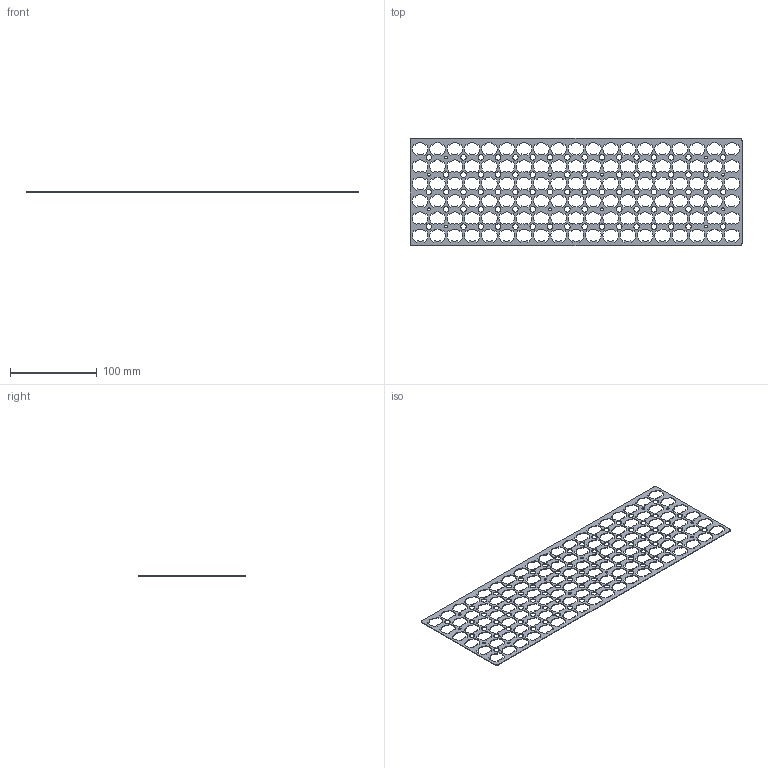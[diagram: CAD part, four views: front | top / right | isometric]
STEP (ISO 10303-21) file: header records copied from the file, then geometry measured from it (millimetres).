
FILE_DESCRIPTION(('KiCad electronic assembly'),'2;1');
FILE_NAME('BMS Module Board.step','2025-11-07T15:07:42',('Pcbnew'),( 'Kicad'),'Open CASCADE STEP processor 7.9','KiCad to STEP converter' ,'Unknown');
FILE_SCHEMA(('AUTOMOTIVE_DESIGN { 1 0 10303 214 1 1 1 1 }'));
Length unit declared in the file: millimetre
Products named in the file (2): BMS Module Board 1; BMS Module Board_PCB
Assembly tree (1 placements, depth 2):
  BMS Module Board 1
    BMS Module Board_PCB
Bounding box: 383.54 x 124.46 x 0.64 mm (x, y, z)
Volume: 13800.9 mm3; surface area: 49123.7 mm2
Topology: 1 solids, 1 shells, 1012 faces, 3030 edges, 2020 vertices
Faces by surface type: cylinder 550, plane 462
Full cylindrical faces by diameter (mm): 3.175 x12, 6.35 x78
Entity records: 35307 total; most frequent: DIRECTION 6158, CARTESIAN_POINT 6064, ORIENTED_EDGE 6060, EDGE_CURVE 3030, AXIS2_PLACEMENT_3D 2114, VERTEX_POINT 2020, LINE 1930, VECTOR 1930
